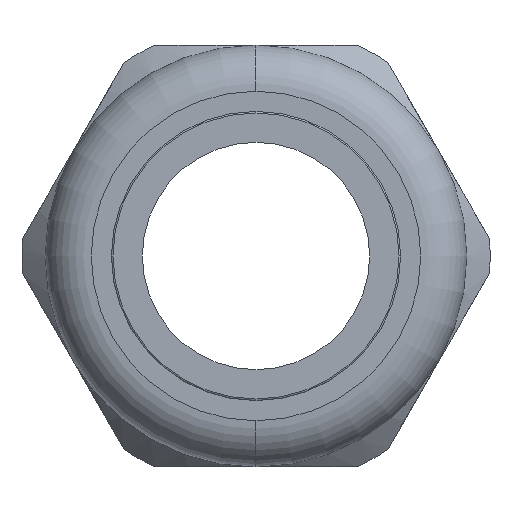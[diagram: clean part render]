
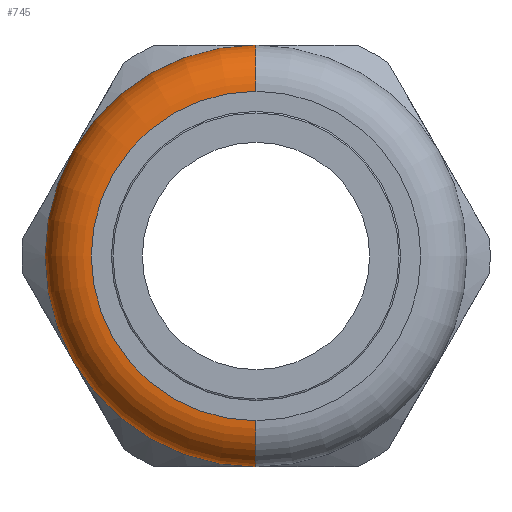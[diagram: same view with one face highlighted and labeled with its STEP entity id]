
A CAD part, left-side view. The second image highlights one B-rep face of the part: STEP entity #745.
In plain terms, the highlighted toroidal (fillet/blend) face has major radius 25.4 mm and minor radius 7.112 mm.
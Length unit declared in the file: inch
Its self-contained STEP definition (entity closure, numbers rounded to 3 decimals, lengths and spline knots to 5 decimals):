
#738 = EDGE_CURVE ( 'NONE', #743, #744, #2988, .T. ) ;
#739 = ORIENTED_EDGE ( 'NONE', *, *, #740, .F. ) ;
#740 = EDGE_CURVE ( 'NONE', #747, #743, #2983, .T. ) ;
#742 = ORIENTED_EDGE ( 'NONE', *, *, #738, .F. ) ;
#743 = VERTEX_POINT ( 'NONE', #2972 ) ;
#744 = VERTEX_POINT ( 'NONE', #2971 ) ;
#745 = ADVANCED_FACE ( 'NONE', ( #2970 ), #2968, .T. ) ;
#746 = EDGE_LOOP ( 'NONE', ( #748, #751, #742, #739 ) ) ;
#747 = VERTEX_POINT ( 'NONE', #3030 ) ;
#748 = ORIENTED_EDGE ( 'NONE', *, *, #750, .F. ) ;
#749 = VERTEX_POINT ( 'NONE', #3026 ) ;
#750 = EDGE_CURVE ( 'NONE', #749, #747, #3025, .T. ) ;
#751 = ORIENTED_EDGE ( 'NONE', *, *, #752, .T. ) ;
#752 = EDGE_CURVE ( 'NONE', #749, #744, #3020, .T. ) ;
#2968 = TOROIDAL_SURFACE ( 'NONE', #3029, 1., 0.28 ) ;
#2969 = CARTESIAN_POINT ( 'NONE',  ( -1.96, 0., 0. ) ) ;
#2970 = FACE_OUTER_BOUND ( 'NONE', #746, .T. ) ;
#2971 = CARTESIAN_POINT ( 'NONE',  ( -2.24, 0., -1. ) ) ;
#2972 = CARTESIAN_POINT ( 'NONE',  ( -2.24, 0., 1. ) ) ;
#2979 = DIRECTION ( 'NONE',  ( 0., 0., -1. ) ) ;
#2980 = DIRECTION ( 'NONE',  ( 0., -1., 0. ) ) ;
#2981 = CARTESIAN_POINT ( 'NONE',  ( -1.96, 0., 1. ) ) ;
#2982 = AXIS2_PLACEMENT_3D ( 'NONE', #2981, #2980, #2979 ) ;
#2983 = CIRCLE ( 'NONE', #2982, 0.28 ) ;
#2984 = DIRECTION ( 'NONE',  ( 0., 0., 1. ) ) ;
#2985 = DIRECTION ( 'NONE',  ( -1., 0., 0. ) ) ;
#2986 = CARTESIAN_POINT ( 'NONE',  ( -2.24, 0., 0. ) ) ;
#2987 = AXIS2_PLACEMENT_3D ( 'NONE', #2986, #2985, #2984 ) ;
#2988 = CIRCLE ( 'NONE', #2987, 1. ) ;
#3016 = DIRECTION ( 'NONE',  ( 0., 0., 1. ) ) ;
#3017 = DIRECTION ( 'NONE',  ( 0., 1., 0. ) ) ;
#3018 = CARTESIAN_POINT ( 'NONE',  ( -1.96, 0., -1. ) ) ;
#3019 = AXIS2_PLACEMENT_3D ( 'NONE', #3018, #3017, #3016 ) ;
#3020 = CIRCLE ( 'NONE', #3019, 0.28 ) ;
#3021 = DIRECTION ( 'NONE',  ( 0., 0., 1. ) ) ;
#3022 = DIRECTION ( 'NONE',  ( 1., 0., 0. ) ) ;
#3023 = CARTESIAN_POINT ( 'NONE',  ( -1.96, 0., 0. ) ) ;
#3024 = AXIS2_PLACEMENT_3D ( 'NONE', #3023, #3022, #3021 ) ;
#3025 = CIRCLE ( 'NONE', #3024, 1.28 ) ;
#3026 = CARTESIAN_POINT ( 'NONE',  ( -1.96, 0., -1.28 ) ) ;
#3027 = DIRECTION ( 'NONE',  ( 0., 0., 1. ) ) ;
#3028 = DIRECTION ( 'NONE',  ( -1., 0., 0. ) ) ;
#3029 = AXIS2_PLACEMENT_3D ( 'NONE', #2969, #3028, #3027 ) ;
#3030 = CARTESIAN_POINT ( 'NONE',  ( -1.96, 0., 1.28 ) ) ;
